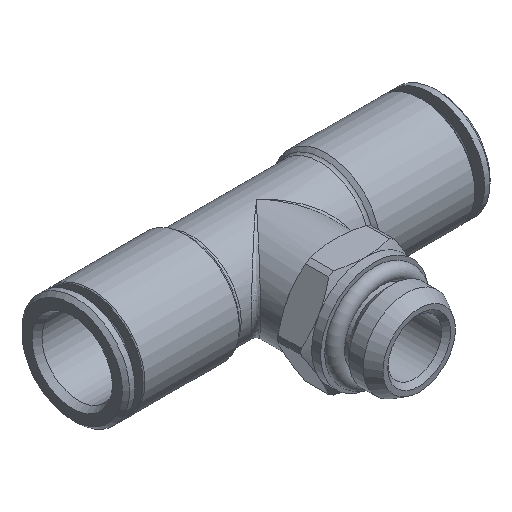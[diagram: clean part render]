
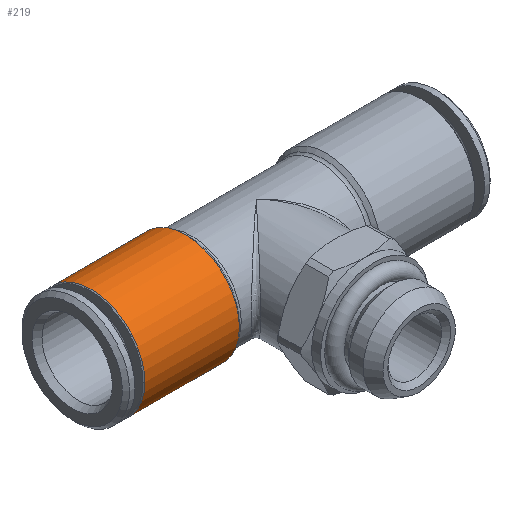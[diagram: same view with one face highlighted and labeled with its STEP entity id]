
A CAD part, isometric view. The second image highlights one B-rep face of the part: STEP entity #219.
In plain terms, the highlighted cylindrical face has radius 6 mm (diameter 12 mm), a full revolution.
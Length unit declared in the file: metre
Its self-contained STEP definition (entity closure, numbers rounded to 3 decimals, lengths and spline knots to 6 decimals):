
#219 = ADVANCED_FACE( 'NONE', ( #483, #484 ), #485, .T. );
#483 = FACE_OUTER_BOUND( '', #917, .T. );
#484 = FACE_OUTER_BOUND( '', #918, .T. );
#485 = CYLINDRICAL_SURFACE( '', #919, 0.006 );
#917 = EDGE_LOOP( '', ( #1386 ) );
#918 = EDGE_LOOP( '', ( #1387 ) );
#919 = AXIS2_PLACEMENT_3D( '', #1388, #1389, #1390 );
#1386 = ORIENTED_EDGE( '', *, *, #1577, .T. );
#1387 = ORIENTED_EDGE( '', *, *, #1525, .F. );
#1388 = CARTESIAN_POINT( '', ( 0., 0., 0. ) );
#1389 = DIRECTION( '', ( -1., 0., 0. ) );
#1390 = DIRECTION( '', ( 0., 0., 1. ) );
#1525 = EDGE_CURVE( 'NONE', #1760, #1760, #1761, .T. );
#1577 = EDGE_CURVE( 'NONE', #1831, #1831, #1832, .T. );
#1760 = VERTEX_POINT( '', #2319 );
#1761 = CIRCLE( '', #2320, 0.006 );
#1831 = VERTEX_POINT( '', #2438 );
#1832 = CIRCLE( '', #2439, 0.006 );
#2319 = CARTESIAN_POINT( '', ( -0.0184, 0., 0.006 ) );
#2320 = AXIS2_PLACEMENT_3D( '', #2653, #2654, #2655 );
#2438 = CARTESIAN_POINT( '', ( -0.007854, 0., 0.006 ) );
#2439 = AXIS2_PLACEMENT_3D( '', #2716, #2717, #2718 );
#2653 = CARTESIAN_POINT( '', ( -0.0184, 0., 0. ) );
#2654 = DIRECTION( '', ( -1., 0., 0. ) );
#2655 = DIRECTION( '', ( 0., 0., 1. ) );
#2716 = CARTESIAN_POINT( '', ( -0.007854, 0., 0. ) );
#2717 = DIRECTION( '', ( -1., 0., 0. ) );
#2718 = DIRECTION( '', ( 0., 0., 1. ) );
